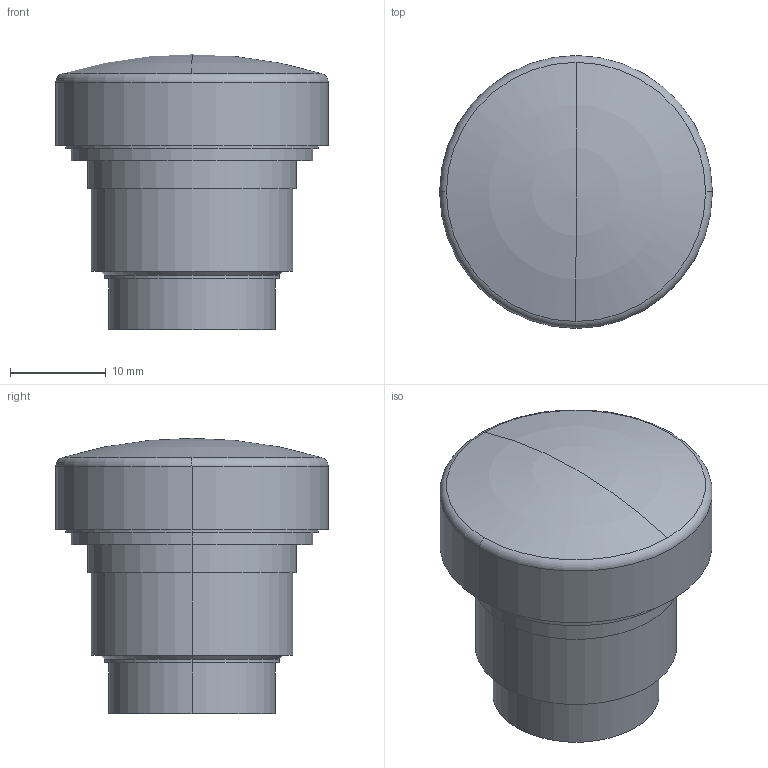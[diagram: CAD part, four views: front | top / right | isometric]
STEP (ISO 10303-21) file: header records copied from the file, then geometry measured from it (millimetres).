
FILE_DESCRIPTION(('STEP AP242'),'1');
FILE_NAME('zb4_bv003.stp','2018-11-21T02:43:32',('TraceParts'),('TraceParts S.A.'),'Spatial InterOp 3D',' ',' ');
FILE_SCHEMA(('AP242_MANAGED_MODEL_BASED_3D_ENGINEERING_MIM_LF {1 0 10303 442 1 1 4}'));
Length unit declared in the file: millimetre
Products named in the file (1): zb4_bv003
Bounding box: 28.5 x 28.5 x 28.75 mm (x, y, z)
Volume: 11730.2 mm3; surface area: 3145.5 mm2
Topology: 1 solids, 1 shells, 27 faces, 56 edges, 35 vertices
Faces by surface type: cylinder 14, plane 7, sphere 2, torus 2, cone 2
Entity records: 967 total; most frequent: DIRECTION 148, CARTESIAN_POINT 117, ORIENTED_EDGE 108, AXIS2_PLACEMENT_3D 66, EDGE_CURVE 54, CIRCLE 38, VERTEX_POINT 35, EDGE_LOOP 33
